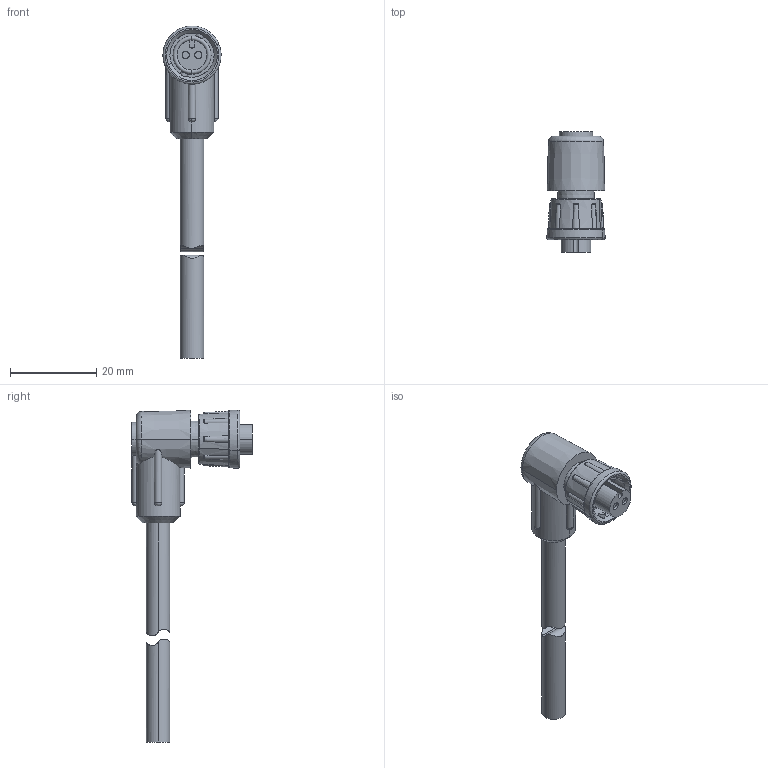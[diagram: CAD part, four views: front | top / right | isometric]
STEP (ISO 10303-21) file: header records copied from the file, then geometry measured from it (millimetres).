
FILE_DESCRIPTION (( 'STEP AP203' ), '1' );
FILE_NAME ('CARA162802SXXX90.STEP', '2018-03-01T17:05:39', ( '' ), ( '' ), 'SwSTEP 2.0', 'SolidWorks 2017', '' );
FILE_SCHEMA (( 'CONFIG_CONTROL_DESIGN' ));
Length unit declared in the file: inch
Products named in the file (1): CARA162802SXXX90
Bounding box: 13.5 x 27.94 x 76.98 mm (x, y, z)
Volume: 5130.7 mm3; surface area: 3064.8 mm2
Topology: 2 solids, 2 shells, 142 faces, 353 edges, 222 vertices
Faces by surface type: plane 42, torus 36, cylinder 34, cone 22, bspline 8
Entity records: 4872 total; most frequent: CARTESIAN_POINT 1421, DIRECTION 747, ORIENTED_EDGE 706, EDGE_CURVE 353, AXIS2_PLACEMENT_3D 336, VERTEX_POINT 222, CIRCLE 201, EDGE_LOOP 149
